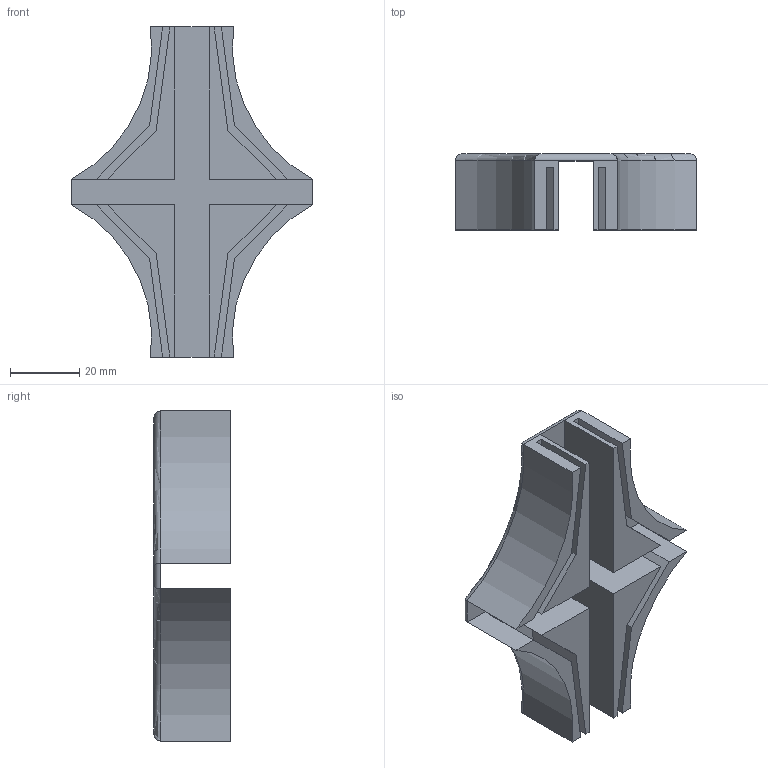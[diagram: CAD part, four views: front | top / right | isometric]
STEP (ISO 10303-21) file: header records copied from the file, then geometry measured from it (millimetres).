
FILE_DESCRIPTION(/* description */ (''),/* implementation_level */ '2;1');
FILE_NAME(/* name */ '8b3e533d-feb7-4d32-b571-a0641f9a4311.stp',/* time_stamp */ '2021-10-13T13:17:03+00:00',/* author */ (''),/* organization */ (''),/* preprocessor_version */ 'ST-DEVELOPER v18.1',/* originating_system */ 'Autodesk Translation Framework v10.10.0.1391',/* authorisation */ '');
FILE_SCHEMA (('AUTOMOTIVE_DESIGN { 1 0 10303 214 3 1 1 }'));
Length unit declared in the file: millimetre
Products named in the file (1): Matekiste-Verbinder
Bounding box: 70 x 22 x 95.5 mm (x, y, z)
Volume: 43132.6 mm3; surface area: 25096.8 mm2
Topology: 1 solids, 1 shells, 54 faces, 140 edges, 88 vertices
Faces by surface type: plane 42, cylinder 8, torus 4
Entity records: 1736 total; most frequent: CARTESIAN_POINT 387, ORIENTED_EDGE 280, DIRECTION 254, EDGE_CURVE 140, LINE 120, VECTOR 120, VERTEX_POINT 88, AXIS2_PLACEMENT_3D 67
